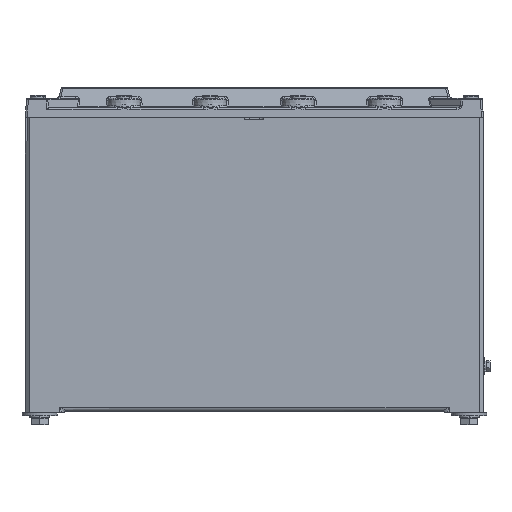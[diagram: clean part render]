
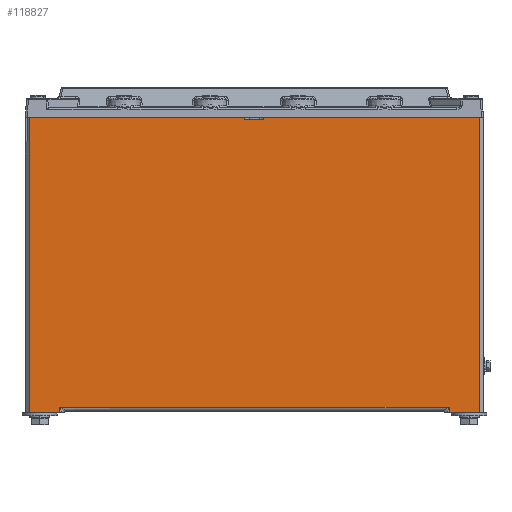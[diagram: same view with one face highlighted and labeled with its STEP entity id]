
A CAD part, front view. The second image highlights one B-rep face of the part: STEP entity #118827.
In plain terms, the highlighted face is planar.
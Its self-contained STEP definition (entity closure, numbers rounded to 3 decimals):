
#68 = EDGE_CURVE ( 'NONE', #33469, #82401, #62501, .T. ) ;
#1182 = CARTESIAN_POINT ( 'NONE',  ( -10., 365., 305. ) ) ;
#2277 = PLANE ( 'NONE',  #5309 ) ;
#2673 = VECTOR ( 'NONE', #39693, 1000. ) ;
#4483 = CARTESIAN_POINT ( 'NONE',  ( -240., 365., 308. ) ) ;
#5309 = AXIS2_PLACEMENT_3D ( 'NONE', #20556, #86053, #30304 ) ;
#5584 = CARTESIAN_POINT ( 'NONE',  ( 10., 365., 308. ) ) ;
#11010 = EDGE_CURVE ( 'NONE', #55365, #69528, #69252, .T. ) ;
#11297 = ORIENTED_EDGE ( 'NONE', *, *, #68, .F. ) ;
#13156 = CARTESIAN_POINT ( 'NONE',  ( 204., 365., 4. ) ) ;
#13437 = EDGE_CURVE ( 'NONE', #61450, #69528, #28242, .T. ) ;
#16183 = VECTOR ( 'NONE', #50083, 1000. ) ;
#17289 = CARTESIAN_POINT ( 'NONE',  ( 204., 365., 4. ) ) ;
#17470 = CARTESIAN_POINT ( 'NONE',  ( 10., 365., 305. ) ) ;
#19118 = CARTESIAN_POINT ( 'NONE',  ( 10., 365., 305. ) ) ;
#19822 = ORIENTED_EDGE ( 'NONE', *, *, #11010, .T. ) ;
#20556 = CARTESIAN_POINT ( 'NONE',  ( -240., 365., 310.5 ) ) ;
#21260 = CARTESIAN_POINT ( 'NONE',  ( -204., 365., 310.5 ) ) ;
#25283 = LINE ( 'NONE', #87845, #66089 ) ;
#25802 = CARTESIAN_POINT ( 'NONE',  ( -240., 365., -2. ) ) ;
#26049 = EDGE_CURVE ( 'NONE', #34338, #112844, #59696, .T. ) ;
#26361 = EDGE_CURVE ( 'NONE', #33469, #112844, #39238, .T. ) ;
#26605 = LINE ( 'NONE', #17289, #119747 ) ;
#26665 = ORIENTED_EDGE ( 'NONE', *, *, #99490, .T. ) ;
#27131 = VECTOR ( 'NONE', #76245, 1000. ) ;
#28242 = LINE ( 'NONE', #99244, #99630 ) ;
#28646 = CARTESIAN_POINT ( 'NONE',  ( 236., 365., 308. ) ) ;
#30304 = DIRECTION ( 'NONE',  ( 0., 0., -1. ) ) ;
#31182 = CARTESIAN_POINT ( 'NONE',  ( 204., 365., -2. ) ) ;
#31667 = CARTESIAN_POINT ( 'NONE',  ( -236., 365., -2. ) ) ;
#32375 = ORIENTED_EDGE ( 'NONE', *, *, #98988, .T. ) ;
#33469 = VERTEX_POINT ( 'NONE', #28646 ) ;
#34338 = VERTEX_POINT ( 'NONE', #31182 ) ;
#34947 = VECTOR ( 'NONE', #81565, 1000. ) ;
#37700 = VECTOR ( 'NONE', #43535, 1000. ) ;
#39238 = LINE ( 'NONE', #79013, #85825 ) ;
#39693 = DIRECTION ( 'NONE',  ( 0., 0., 1. ) ) ;
#41791 = ORIENTED_EDGE ( 'NONE', *, *, #26361, .T. ) ;
#41982 = DIRECTION ( 'NONE',  ( 0., 0., -1. ) ) ;
#43535 = DIRECTION ( 'NONE',  ( -1., 0., 0. ) ) ;
#45240 = VERTEX_POINT ( 'NONE', #13156 ) ;
#46526 = ORIENTED_EDGE ( 'NONE', *, *, #76903, .T. ) ;
#50083 = DIRECTION ( 'NONE',  ( 1., 0., 0. ) ) ;
#53769 = ORIENTED_EDGE ( 'NONE', *, *, #26049, .F. ) ;
#55126 = LINE ( 'NONE', #104402, #2673 ) ;
#55365 = VERTEX_POINT ( 'NONE', #31667 ) ;
#55585 = DIRECTION ( 'NONE',  ( 0., 0., 1. ) ) ;
#55911 = ORIENTED_EDGE ( 'NONE', *, *, #115390, .F. ) ;
#58410 = ORIENTED_EDGE ( 'NONE', *, *, #62780, .T. ) ;
#59696 = LINE ( 'NONE', #25802, #34947 ) ;
#60615 = DIRECTION ( 'NONE',  ( -1., 0., 0. ) ) ;
#61450 = VERTEX_POINT ( 'NONE', #64401 ) ;
#62094 = VERTEX_POINT ( 'NONE', #66509 ) ;
#62501 = LINE ( 'NONE', #4483, #37700 ) ;
#62780 = EDGE_CURVE ( 'NONE', #45240, #88440, #25283, .T. ) ;
#64401 = CARTESIAN_POINT ( 'NONE',  ( -10., 365., 308. ) ) ;
#65440 = CARTESIAN_POINT ( 'NONE',  ( -236., 365., 308. ) ) ;
#65465 = ORIENTED_EDGE ( 'NONE', *, *, #83395, .F. ) ;
#65708 = LINE ( 'NONE', #115093, #16183 ) ;
#66089 = VECTOR ( 'NONE', #60615, 1000. ) ;
#66509 = CARTESIAN_POINT ( 'NONE',  ( -204., 365., -2. ) ) ;
#68855 = LINE ( 'NONE', #19118, #90639 ) ;
#69252 = LINE ( 'NONE', #71648, #91042 ) ;
#69279 = ORIENTED_EDGE ( 'NONE', *, *, #13437, .F. ) ;
#69528 = VERTEX_POINT ( 'NONE', #65440 ) ;
#71648 = CARTESIAN_POINT ( 'NONE',  ( -236., 365., 310.5 ) ) ;
#76245 = DIRECTION ( 'NONE',  ( 0., 0., -1. ) ) ;
#76903 = EDGE_CURVE ( 'NONE', #34338, #45240, #26605, .T. ) ;
#79013 = CARTESIAN_POINT ( 'NONE',  ( 236., 365., 310.5 ) ) ;
#80958 = DIRECTION ( 'NONE',  ( 0., 0., 1. ) ) ;
#81565 = DIRECTION ( 'NONE',  ( 1., 0., 0. ) ) ;
#82401 = VERTEX_POINT ( 'NONE', #5584 ) ;
#83395 = EDGE_CURVE ( 'NONE', #98568, #86529, #68855, .T. ) ;
#83972 = LINE ( 'NONE', #111641, #102897 ) ;
#85825 = VECTOR ( 'NONE', #41982, 1000. ) ;
#86053 = DIRECTION ( 'NONE',  ( 0., -1., 0. ) ) ;
#86074 = EDGE_CURVE ( 'NONE', #55365, #62094, #65708, .T. ) ;
#86529 = VERTEX_POINT ( 'NONE', #1182 ) ;
#86560 = EDGE_LOOP ( 'NONE', ( #41791, #53769, #46526, #58410, #26665, #115684, #19822, #69279, #55911, #65465, #32375, #11297 ) ) ;
#87845 = CARTESIAN_POINT ( 'NONE',  ( -240., 365., 4. ) ) ;
#88440 = VERTEX_POINT ( 'NONE', #105370 ) ;
#90639 = VECTOR ( 'NONE', #102965, 1000. ) ;
#91042 = VECTOR ( 'NONE', #80958, 1000. ) ;
#92602 = LINE ( 'NONE', #21260, #27131 ) ;
#98568 = VERTEX_POINT ( 'NONE', #17470 ) ;
#98988 = EDGE_CURVE ( 'NONE', #98568, #82401, #83972, .T. ) ;
#99244 = CARTESIAN_POINT ( 'NONE',  ( -240., 365., 308. ) ) ;
#99490 = EDGE_CURVE ( 'NONE', #88440, #62094, #92602, .T. ) ;
#99630 = VECTOR ( 'NONE', #117874, 1000. ) ;
#99734 = FACE_OUTER_BOUND ( 'NONE', #86560, .T. ) ;
#102897 = VECTOR ( 'NONE', #55585, 1000. ) ;
#102965 = DIRECTION ( 'NONE',  ( -1., 0., 0. ) ) ;
#104402 = CARTESIAN_POINT ( 'NONE',  ( -10., 365., 305. ) ) ;
#105370 = CARTESIAN_POINT ( 'NONE',  ( -204., 365., 4. ) ) ;
#107538 = DIRECTION ( 'NONE',  ( 0., 0., 1. ) ) ;
#109305 = CARTESIAN_POINT ( 'NONE',  ( 236., 365., -2. ) ) ;
#111641 = CARTESIAN_POINT ( 'NONE',  ( 10., 365., 305. ) ) ;
#112844 = VERTEX_POINT ( 'NONE', #109305 ) ;
#115093 = CARTESIAN_POINT ( 'NONE',  ( -240., 365., -2. ) ) ;
#115390 = EDGE_CURVE ( 'NONE', #86529, #61450, #55126, .T. ) ;
#115684 = ORIENTED_EDGE ( 'NONE', *, *, #86074, .F. ) ;
#117874 = DIRECTION ( 'NONE',  ( -1., 0., 0. ) ) ;
#118827 = ADVANCED_FACE ( 'NONE', ( #99734 ), #2277, .F. ) ;
#119747 = VECTOR ( 'NONE', #107538, 1000. ) ;
